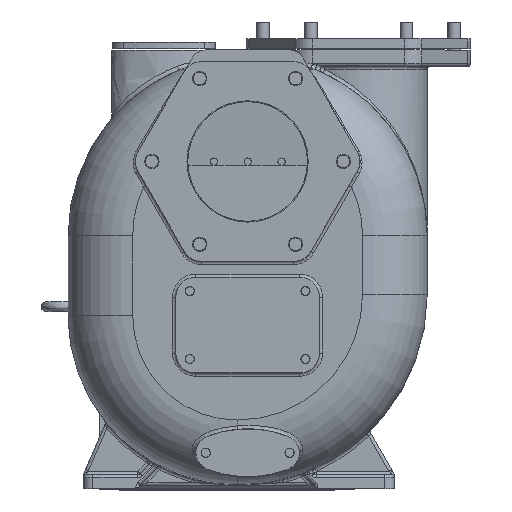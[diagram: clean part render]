
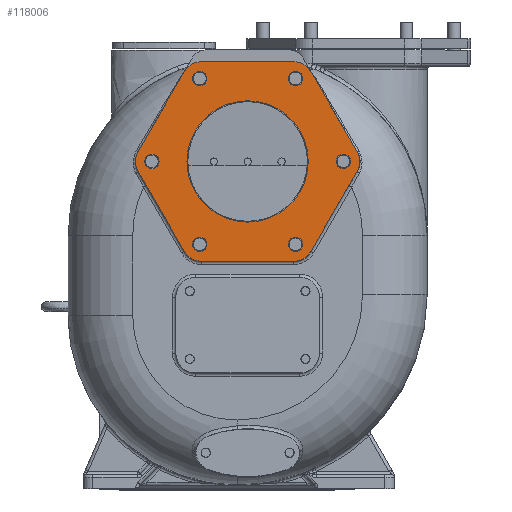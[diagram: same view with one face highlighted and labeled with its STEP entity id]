
A CAD part, top view. The second image highlights one B-rep face of the part: STEP entity #118006.
In plain terms, the highlighted planar face has unit normal (0, 0, 1).
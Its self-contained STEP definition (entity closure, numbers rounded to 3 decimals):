
#117457=CARTESIAN_POINT('',(-31.735,309.,217.5));
#117458=DIRECTION('',(0.,0.,1.));
#117459=DIRECTION('',(-0.866,-0.5,0.));
#117460=AXIS2_PLACEMENT_3D('',#117457,#117458,#117459);
#117462=DIRECTION('',(-0.5,0.866,0.));
#117463=VECTOR('',#117462,115.47);
#117464=CARTESIAN_POINT('',(-53.386,296.5,217.5));
#117465=LINE('',#117464,#117463);
#117466=CARTESIAN_POINT('',(-89.47,409.,217.5));
#117467=DIRECTION('',(0.,0.,1.));
#117468=DIRECTION('',(-0.866,0.5,0.));
#117469=AXIS2_PLACEMENT_3D('',#117466,#117467,#117468);
#117471=DIRECTION('',(0.5,0.866,0.));
#117472=VECTOR('',#117471,115.47);
#117473=CARTESIAN_POINT('',(-111.121,421.5,217.5));
#117474=LINE('',#117473,#117472);
#117475=CARTESIAN_POINT('',(-31.735,509.,217.5));
#117476=DIRECTION('',(0.,0.,1.));
#117477=DIRECTION('',(0.,1.,0.));
#117478=AXIS2_PLACEMENT_3D('',#117475,#117476,#117477);
#117480=DIRECTION('',(1.,0.,0.));
#117481=VECTOR('',#117480,115.47);
#117482=CARTESIAN_POINT('',(-31.735,534.,217.5));
#117483=LINE('',#117482,#117481);
#117484=CARTESIAN_POINT('',(83.735,509.,217.5));
#117485=DIRECTION('',(0.,0.,1.));
#117486=DIRECTION('',(0.866,0.5,0.));
#117487=AXIS2_PLACEMENT_3D('',#117484,#117485,#117486);
#117489=DIRECTION('',(0.5,-0.866,0.));
#117490=VECTOR('',#117489,115.47);
#117491=CARTESIAN_POINT('',(105.386,521.5,217.5));
#117492=LINE('',#117491,#117490);
#117493=CARTESIAN_POINT('',(141.47,409.,217.5));
#117494=DIRECTION('',(0.,0.,1.));
#117495=DIRECTION('',(0.866,-0.5,0.));
#117496=AXIS2_PLACEMENT_3D('',#117493,#117494,#117495);
#117498=DIRECTION('',(-0.5,-0.866,0.));
#117499=VECTOR('',#117498,115.47);
#117500=CARTESIAN_POINT('',(163.121,396.5,217.5));
#117501=LINE('',#117500,#117499);
#117502=CARTESIAN_POINT('',(83.735,309.,217.5));
#117503=DIRECTION('',(0.,0.,1.));
#117504=DIRECTION('',(0.,-1.,0.));
#117505=AXIS2_PLACEMENT_3D('',#117502,#117503,#117504);
#117507=DIRECTION('',(-1.,0.,0.));
#117508=VECTOR('',#117507,115.47);
#117509=CARTESIAN_POINT('',(83.735,284.,217.5));
#117510=LINE('',#117509,#117508);
#117511=CARTESIAN_POINT('',(26.,409.,217.5));
#117512=DIRECTION('',(0.,0.,-1.));
#117513=DIRECTION('',(1.,0.,0.));
#117514=AXIS2_PLACEMENT_3D('',#117511,#117512,#117513);
#117516=CARTESIAN_POINT('',(26.,409.,217.5));
#117517=DIRECTION('',(0.,0.,-1.));
#117518=DIRECTION('',(-1.,0.,0.));
#117519=AXIS2_PLACEMENT_3D('',#117516,#117517,#117518);
#117521=CARTESIAN_POINT('',(86.,512.923,217.5));
#117522=DIRECTION('',(0.,0.,1.));
#117523=DIRECTION('',(-1.,0.,0.));
#117524=AXIS2_PLACEMENT_3D('',#117521,#117522,#117523);
#117526=CARTESIAN_POINT('',(86.,512.923,217.5));
#117527=DIRECTION('',(0.,0.,1.));
#117528=DIRECTION('',(1.,0.,0.));
#117529=AXIS2_PLACEMENT_3D('',#117526,#117527,#117528);
#117531=CARTESIAN_POINT('',(146.,409.,217.5));
#117532=DIRECTION('',(0.,0.,1.));
#117533=DIRECTION('',(-0.5,0.866,0.));
#117534=AXIS2_PLACEMENT_3D('',#117531,#117532,#117533);
#117536=CARTESIAN_POINT('',(146.,409.,217.5));
#117537=DIRECTION('',(0.,0.,1.));
#117538=DIRECTION('',(0.5,-0.866,0.));
#117539=AXIS2_PLACEMENT_3D('',#117536,#117537,#117538);
#117541=CARTESIAN_POINT('',(86.,305.077,217.5));
#117542=DIRECTION('',(0.,0.,1.));
#117543=DIRECTION('',(0.5,0.866,0.));
#117544=AXIS2_PLACEMENT_3D('',#117541,#117542,#117543);
#117546=CARTESIAN_POINT('',(86.,305.077,217.5));
#117547=DIRECTION('',(0.,0.,1.));
#117548=DIRECTION('',(-0.5,-0.866,0.));
#117549=AXIS2_PLACEMENT_3D('',#117546,#117547,#117548);
#117551=CARTESIAN_POINT('',(-34.,305.077,217.5));
#117552=DIRECTION('',(0.,0.,1.));
#117553=DIRECTION('',(1.,0.,0.));
#117554=AXIS2_PLACEMENT_3D('',#117551,#117552,#117553);
#117556=CARTESIAN_POINT('',(-34.,305.077,217.5));
#117557=DIRECTION('',(0.,0.,1.));
#117558=DIRECTION('',(-1.,0.,0.));
#117559=AXIS2_PLACEMENT_3D('',#117556,#117557,#117558);
#117561=CARTESIAN_POINT('',(-94.,409.,217.5));
#117562=DIRECTION('',(0.,0.,1.));
#117563=DIRECTION('',(0.5,-0.866,0.));
#117564=AXIS2_PLACEMENT_3D('',#117561,#117562,#117563);
#117566=CARTESIAN_POINT('',(-94.,409.,217.5));
#117567=DIRECTION('',(0.,0.,1.));
#117568=DIRECTION('',(-0.5,0.866,0.));
#117569=AXIS2_PLACEMENT_3D('',#117566,#117567,#117568);
#117571=CARTESIAN_POINT('',(-34.,512.923,217.5));
#117572=DIRECTION('',(0.,0.,1.));
#117573=DIRECTION('',(-0.5,-0.866,0.));
#117574=AXIS2_PLACEMENT_3D('',#117571,#117572,#117573);
#117576=CARTESIAN_POINT('',(-34.,512.923,217.5));
#117577=DIRECTION('',(0.,0.,1.));
#117578=DIRECTION('',(0.5,0.866,0.));
#117579=AXIS2_PLACEMENT_3D('',#117576,#117577,#117578);
#117802=CARTESIAN_POINT('',(77.,512.923,217.5));
#117804=VERTEX_POINT('',#117802);
#117806=CARTESIAN_POINT('',(95.,512.923,217.5));
#117808=VERTEX_POINT('',#117806);
#117810=CARTESIAN_POINT('',(141.5,416.794,217.5));
#117812=VERTEX_POINT('',#117810);
#117814=CARTESIAN_POINT('',(150.5,401.206,217.5));
#117816=VERTEX_POINT('',#117814);
#117818=CARTESIAN_POINT('',(90.5,312.871,217.5));
#117820=VERTEX_POINT('',#117818);
#117822=CARTESIAN_POINT('',(81.5,297.283,217.5));
#117824=VERTEX_POINT('',#117822);
#117826=CARTESIAN_POINT('',(-25.,305.077,217.5));
#117828=VERTEX_POINT('',#117826);
#117830=CARTESIAN_POINT('',(-43.,305.077,217.5));
#117832=VERTEX_POINT('',#117830);
#117834=CARTESIAN_POINT('',(-89.5,401.206,217.5));
#117836=VERTEX_POINT('',#117834);
#117838=CARTESIAN_POINT('',(-98.5,416.794,217.5));
#117840=VERTEX_POINT('',#117838);
#117842=CARTESIAN_POINT('',(-38.5,505.129,217.5));
#117844=VERTEX_POINT('',#117842);
#117846=CARTESIAN_POINT('',(-29.5,520.717,217.5));
#117848=VERTEX_POINT('',#117846);
#117853=CARTESIAN_POINT('',(102.,409.,217.5));
#117854=CARTESIAN_POINT('',(-50.,409.,217.5));
#117855=VERTEX_POINT('',#117853);
#117856=VERTEX_POINT('',#117854);
#117857=CARTESIAN_POINT('',(-53.386,296.5,217.5));
#117858=CARTESIAN_POINT('',(-31.735,284.,217.5));
#117859=VERTEX_POINT('',#117857);
#117860=VERTEX_POINT('',#117858);
#117865=CARTESIAN_POINT('',(-111.121,421.5,217.5));
#117866=CARTESIAN_POINT('',(-111.121,396.5,217.5));
#117867=VERTEX_POINT('',#117865);
#117868=VERTEX_POINT('',#117866);
#117873=CARTESIAN_POINT('',(-31.735,534.,217.5));
#117874=CARTESIAN_POINT('',(-53.386,521.5,217.5));
#117875=VERTEX_POINT('',#117873);
#117876=VERTEX_POINT('',#117874);
#117881=CARTESIAN_POINT('',(105.386,521.5,217.5));
#117882=CARTESIAN_POINT('',(83.735,534.,217.5));
#117883=VERTEX_POINT('',#117881);
#117884=VERTEX_POINT('',#117882);
#117889=CARTESIAN_POINT('',(163.121,396.5,217.5));
#117890=CARTESIAN_POINT('',(163.121,421.5,217.5));
#117891=VERTEX_POINT('',#117889);
#117892=VERTEX_POINT('',#117890);
#117897=CARTESIAN_POINT('',(83.735,284.,217.5));
#117898=CARTESIAN_POINT('',(105.386,296.5,217.5));
#117899=VERTEX_POINT('',#117897);
#117900=VERTEX_POINT('',#117898);
#117935=CARTESIAN_POINT('',(26.,409.,217.5));
#117936=DIRECTION('',(0.,0.,1.));
#117937=DIRECTION('',(1.,0.,0.));
#117938=AXIS2_PLACEMENT_3D('',#117935,#117936,#117937);
#117939=PLANE('',#117938);
#117941=ORIENTED_EDGE('',*,*,#117940,.F.);
#117943=ORIENTED_EDGE('',*,*,#117942,.T.);
#117945=ORIENTED_EDGE('',*,*,#117944,.F.);
#117947=ORIENTED_EDGE('',*,*,#117946,.T.);
#117949=ORIENTED_EDGE('',*,*,#117948,.F.);
#117951=ORIENTED_EDGE('',*,*,#117950,.T.);
#117953=ORIENTED_EDGE('',*,*,#117952,.F.);
#117955=ORIENTED_EDGE('',*,*,#117954,.T.);
#117957=ORIENTED_EDGE('',*,*,#117956,.F.);
#117959=ORIENTED_EDGE('',*,*,#117958,.T.);
#117961=ORIENTED_EDGE('',*,*,#117960,.F.);
#117963=ORIENTED_EDGE('',*,*,#117962,.T.);
#117964=EDGE_LOOP('',(#117941,#117943,#117945,#117947,#117949,#117951,#117953,
#117955,#117957,#117959,#117961,#117963));
#117965=FACE_OUTER_BOUND('',#117964,.F.);
#117967=ORIENTED_EDGE('',*,*,#117966,.F.);
#117969=ORIENTED_EDGE('',*,*,#117968,.F.);
#117970=EDGE_LOOP('',(#117967,#117969));
#117971=FACE_BOUND('',#117970,.F.);
#117973=ORIENTED_EDGE('',*,*,#117972,.T.);
#117975=ORIENTED_EDGE('',*,*,#117974,.T.);
#117976=EDGE_LOOP('',(#117973,#117975));
#117977=FACE_BOUND('',#117976,.F.);
#117979=ORIENTED_EDGE('',*,*,#117978,.T.);
#117981=ORIENTED_EDGE('',*,*,#117980,.T.);
#117982=EDGE_LOOP('',(#117979,#117981));
#117983=FACE_BOUND('',#117982,.F.);
#117985=ORIENTED_EDGE('',*,*,#117984,.T.);
#117987=ORIENTED_EDGE('',*,*,#117986,.T.);
#117988=EDGE_LOOP('',(#117985,#117987));
#117989=FACE_BOUND('',#117988,.F.);
#117991=ORIENTED_EDGE('',*,*,#117990,.T.);
#117993=ORIENTED_EDGE('',*,*,#117992,.T.);
#117994=EDGE_LOOP('',(#117991,#117993));
#117995=FACE_BOUND('',#117994,.F.);
#117996=ORIENTED_EDGE('',*,*,#117916,.T.);
#117997=ORIENTED_EDGE('',*,*,#117927,.T.);
#117998=EDGE_LOOP('',(#117996,#117997));
#117999=FACE_BOUND('',#117998,.F.);
#118001=ORIENTED_EDGE('',*,*,#118000,.T.);
#118003=ORIENTED_EDGE('',*,*,#118002,.T.);
#118004=EDGE_LOOP('',(#118001,#118003));
#118005=FACE_BOUND('',#118004,.F.);
#118006=ADVANCED_FACE('',(#117965,#117971,#117977,#117983,#117989,#117995,
#117999,#118005),#117939,.T.);
#117461=CIRCLE('',#117460,25.);
#117470=CIRCLE('',#117469,25.);
#117479=CIRCLE('',#117478,25.);
#117488=CIRCLE('',#117487,25.);
#117497=CIRCLE('',#117496,25.);
#117506=CIRCLE('',#117505,25.);
#117515=CIRCLE('',#117514,76.);
#117520=CIRCLE('',#117519,76.);
#117525=CIRCLE('',#117524,9.);
#117530=CIRCLE('',#117529,9.);
#117535=CIRCLE('',#117534,9.);
#117540=CIRCLE('',#117539,9.);
#117545=CIRCLE('',#117544,9.);
#117550=CIRCLE('',#117549,9.);
#117555=CIRCLE('',#117554,9.);
#117560=CIRCLE('',#117559,9.);
#117565=CIRCLE('',#117564,9.);
#117570=CIRCLE('',#117569,9.);
#117575=CIRCLE('',#117574,9.);
#117580=CIRCLE('',#117579,9.);
#117916=EDGE_CURVE('',#117836,#117840,#117565,.T.);
#117927=EDGE_CURVE('',#117840,#117836,#117570,.T.);
#117940=EDGE_CURVE('',#117859,#117860,#117461,.T.);
#117942=EDGE_CURVE('',#117859,#117868,#117465,.T.);
#117944=EDGE_CURVE('',#117867,#117868,#117470,.T.);
#117946=EDGE_CURVE('',#117867,#117876,#117474,.T.);
#117948=EDGE_CURVE('',#117875,#117876,#117479,.T.);
#117950=EDGE_CURVE('',#117875,#117884,#117483,.T.);
#117952=EDGE_CURVE('',#117883,#117884,#117488,.T.);
#117954=EDGE_CURVE('',#117883,#117892,#117492,.T.);
#117956=EDGE_CURVE('',#117891,#117892,#117497,.T.);
#117958=EDGE_CURVE('',#117891,#117900,#117501,.T.);
#117960=EDGE_CURVE('',#117899,#117900,#117506,.T.);
#117962=EDGE_CURVE('',#117899,#117860,#117510,.T.);
#117966=EDGE_CURVE('',#117855,#117856,#117515,.T.);
#117968=EDGE_CURVE('',#117856,#117855,#117520,.T.);
#117972=EDGE_CURVE('',#117804,#117808,#117525,.T.);
#117974=EDGE_CURVE('',#117808,#117804,#117530,.T.);
#117978=EDGE_CURVE('',#117812,#117816,#117535,.T.);
#117980=EDGE_CURVE('',#117816,#117812,#117540,.T.);
#117984=EDGE_CURVE('',#117820,#117824,#117545,.T.);
#117986=EDGE_CURVE('',#117824,#117820,#117550,.T.);
#117990=EDGE_CURVE('',#117828,#117832,#117555,.T.);
#117992=EDGE_CURVE('',#117832,#117828,#117560,.T.);
#118000=EDGE_CURVE('',#117844,#117848,#117575,.T.);
#118002=EDGE_CURVE('',#117848,#117844,#117580,.T.);
